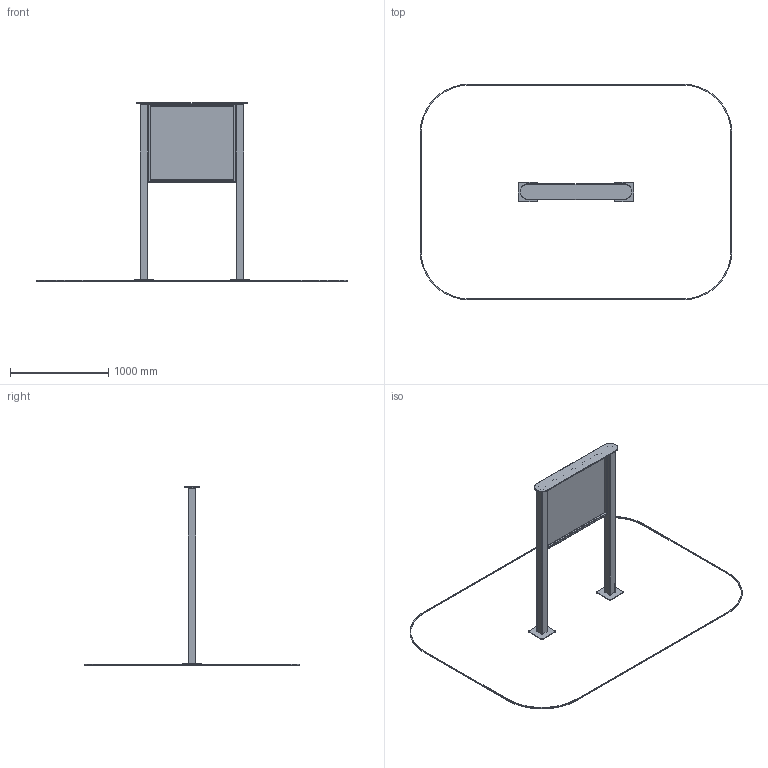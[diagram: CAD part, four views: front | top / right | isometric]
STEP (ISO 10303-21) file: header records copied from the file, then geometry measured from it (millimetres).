
FILE_DESCRIPTION(('STEP AP214'), '1');
FILE_NAME('Èíôîñòåíä â ñáîðå', '', ('UNSPECIFIED'), ('UNSPECIFIED'), 'C3D Converter', 'C3D Toolkit', '');
FILE_SCHEMA(('AUTOMOTIVE_DESIGN { 1 0 10303 214 3 1 1}'));
Length unit declared in the file: millimetre
Assembly tree (13 placements, depth 4):
  (unnamed)
    (unnamed)  x2
      (unnamed)
      (unnamed)
      (unnamed)
    (unnamed)
      (unnamed)
        (unnamed)  x2
        (unnamed)  x2
      (unnamed)
    (unnamed)
Bounding box: 3180 x 2200 x 1820 mm (x, y, z)
Volume: 10904646.6 mm3; surface area: 5169200 mm2
Topology: 13 solids, 13 shells, 182 faces, 484 edges, 320 vertices
Faces by surface type: plane 112, cylinder 66, torus 4
Entity records: 4737 total; most frequent: CARTESIAN_POINT 706, DIRECTION 584, ORIENTED_EDGE 584, EDGE_CURVE 292, AXIS2_PLACEMENT_3D 198, VERTEX_POINT 192, LINE 188, VECTOR 188
